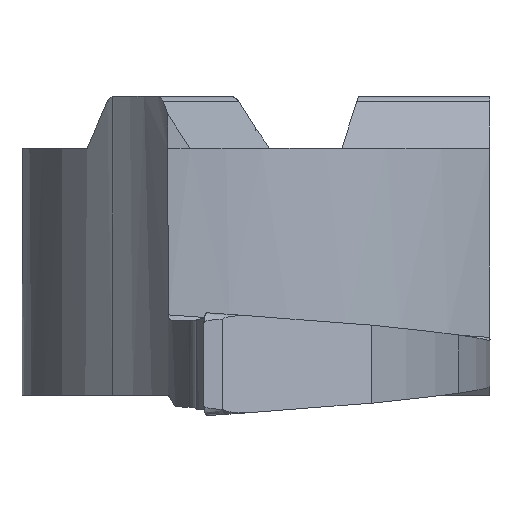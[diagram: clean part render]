
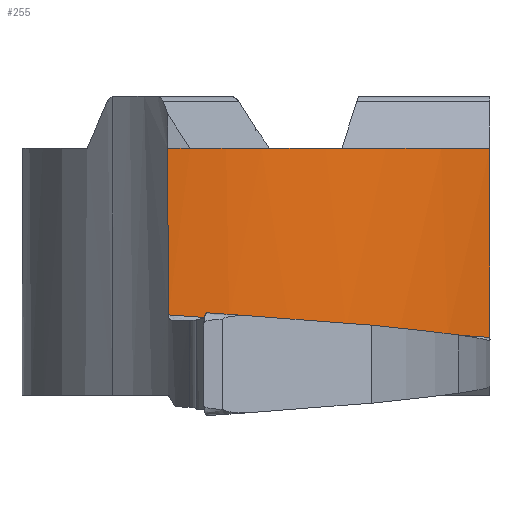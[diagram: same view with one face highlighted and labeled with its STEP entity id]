
A CAD part, left-side view. The second image highlights one B-rep face of the part: STEP entity #255.
In plain terms, the highlighted free-form (B-spline) face has degree [1, 3] with [2, 4] control points.
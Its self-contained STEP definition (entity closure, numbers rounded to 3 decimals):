
#46=(
BOUNDED_SURFACE()
B_SPLINE_SURFACE(1,3,((#2000,#2001,#2002,#2003),(#2004,#2005,#2006,#2007)),
 .UNSPECIFIED.,.F.,.F.,.F.)
B_SPLINE_SURFACE_WITH_KNOTS((2,2),(4,4),(0.,1.),(0.,1.),.UNSPECIFIED.)
GEOMETRIC_REPRESENTATION_ITEM()
RATIONAL_B_SPLINE_SURFACE(((1.,0.93,0.93,1.),
(1.,0.93,0.93,1.)))
REPRESENTATION_ITEM('')
SURFACE()
);
#255=ADVANCED_FACE('',(#315),#46,.F.);
#315=FACE_OUTER_BOUND('',#371,.T.);
#371=EDGE_LOOP('',(#627,#628,#629,#630,#631));
#627=ORIENTED_EDGE('',*,*,#898,.T.);
#628=ORIENTED_EDGE('',*,*,#918,.T.);
#629=ORIENTED_EDGE('',*,*,#893,.F.);
#630=ORIENTED_EDGE('',*,*,#917,.F.);
#631=ORIENTED_EDGE('',*,*,#904,.T.);
#731=VERTEX_POINT('',#1595);
#766=VERTEX_POINT('',#1875);
#767=VERTEX_POINT('',#1876);
#769=VERTEX_POINT('',#1902);
#771=VERTEX_POINT('',#1926);
#893=EDGE_CURVE('',#766,#767,#1010,.T.);
#898=EDGE_CURVE('',#769,#731,#1012,.T.);
#904=EDGE_CURVE('',#771,#769,#1013,.T.);
#917=EDGE_CURVE('',#771,#766,#975,.T.);
#918=EDGE_CURVE('',#731,#767,#1017,.T.);
#975=CIRCLE('',#1135,7.701);
#1010=B_SPLINE_CURVE_WITH_KNOTS('',3,(#1863,#1864,#1865,#1866,#1867,#1868,
#1869,#1870,#1871,#1872,#1873,#1874),.UNSPECIFIED.,.F.,.F.,(4,2,2,2,2,4),
(0.,0.39,0.586,0.781,0.976,
1.),.UNSPECIFIED.);
#1012=B_SPLINE_CURVE_WITH_KNOTS('',3,(#1898,#1899,#1900,#1901),
 .UNSPECIFIED.,.F.,.F.,(4,4),(0.,1.),.UNSPECIFIED.);
#1013=B_SPLINE_CURVE_WITH_KNOTS('',3,(#1916,#1917,#1918,#1919,#1920,#1921,
#1922,#1923,#1924,#1925),.UNSPECIFIED.,.F.,.F.,(4,2,2,2,4),(0.,0.264,
0.527,0.791,1.),.UNSPECIFIED.);
#1017=B_SPLINE_CURVE_WITH_KNOTS('',3,(#1996,#1997,#1998,#1999),
 .UNSPECIFIED.,.F.,.F.,(4,4),(0.,1.),.UNSPECIFIED.);
#1135=AXIS2_PLACEMENT_3D('',#1979,#1336,#1337);
#1336=DIRECTION('',(0.,0.07,-0.998));
#1337=DIRECTION('',(0.,0.998,0.07));
#1595=CARTESIAN_POINT('',(-4.703,1.263,-0.1));
#1863=CARTESIAN_POINT('',(-4.707,1.684,-3.301));
#1864=CARTESIAN_POINT('',(-4.705,1.685,-2.885));
#1865=CARTESIAN_POINT('',(-4.702,1.687,-2.468));
#1866=CARTESIAN_POINT('',(-4.698,1.69,-1.843));
#1867=CARTESIAN_POINT('',(-4.697,1.691,-1.635));
#1868=CARTESIAN_POINT('',(-4.694,1.693,-1.218));
#1869=CARTESIAN_POINT('',(-4.693,1.694,-1.01));
#1870=CARTESIAN_POINT('',(-4.69,1.695,-0.593));
#1871=CARTESIAN_POINT('',(-4.688,1.696,-0.385));
#1872=CARTESIAN_POINT('',(-4.687,1.697,-0.151));
#1873=CARTESIAN_POINT('',(-4.687,1.697,-0.125));
#1874=CARTESIAN_POINT('',(-4.687,1.698,-0.1));
#1875=CARTESIAN_POINT('',(-4.707,1.684,-3.301));
#1876=CARTESIAN_POINT('',(-4.687,1.698,-0.1));
#1898=CARTESIAN_POINT('',(-2.191,-4.5,-0.1));
#1899=CARTESIAN_POINT('',(-3.798,-3.033,-0.1));
#1900=CARTESIAN_POINT('',(-4.72,-0.912,-0.1));
#1901=CARTESIAN_POINT('',(-4.702,1.263,-0.1));
#1902=CARTESIAN_POINT('',(-2.191,-4.5,-0.1));
#1916=CARTESIAN_POINT('',(-1.914,-4.5,-3.734));
#1917=CARTESIAN_POINT('',(-1.939,-4.5,-3.414));
#1918=CARTESIAN_POINT('',(-1.964,-4.5,-3.095));
#1919=CARTESIAN_POINT('',(-2.013,-4.5,-2.456));
#1920=CARTESIAN_POINT('',(-2.037,-4.5,-2.136));
#1921=CARTESIAN_POINT('',(-2.086,-4.5,-1.498));
#1922=CARTESIAN_POINT('',(-2.11,-4.5,-1.178));
#1923=CARTESIAN_POINT('',(-2.153,-4.5,-0.606));
#1924=CARTESIAN_POINT('',(-2.172,-4.5,-0.353));
#1925=CARTESIAN_POINT('',(-2.191,-4.5,-0.1));
#1926=CARTESIAN_POINT('',(-1.914,-4.5,-3.734));
#1979=CARTESIAN_POINT('',(2.989,1.424,-3.319));
#1996=CARTESIAN_POINT('',(-4.702,1.263,-0.1));
#1997=CARTESIAN_POINT('',(-4.701,1.409,-0.1));
#1998=CARTESIAN_POINT('',(-4.696,1.554,-0.1));
#1999=CARTESIAN_POINT('',(-4.687,1.698,-0.1));
#2000=CARTESIAN_POINT('',(-2.069,-4.61,-0.086));
#2001=CARTESIAN_POINT('',(-3.927,-2.991,0.027));
#2002=CARTESIAN_POINT('',(-4.864,-0.715,0.187));
#2003=CARTESIAN_POINT('',(-4.681,1.74,0.358));
#2004=CARTESIAN_POINT('',(-1.881,-4.527,-3.735));
#2005=CARTESIAN_POINT('',(-3.794,-2.969,-3.626));
#2006=CARTESIAN_POINT('',(-4.807,-0.721,-3.469));
#2007=CARTESIAN_POINT('',(-4.705,1.741,-3.297));
